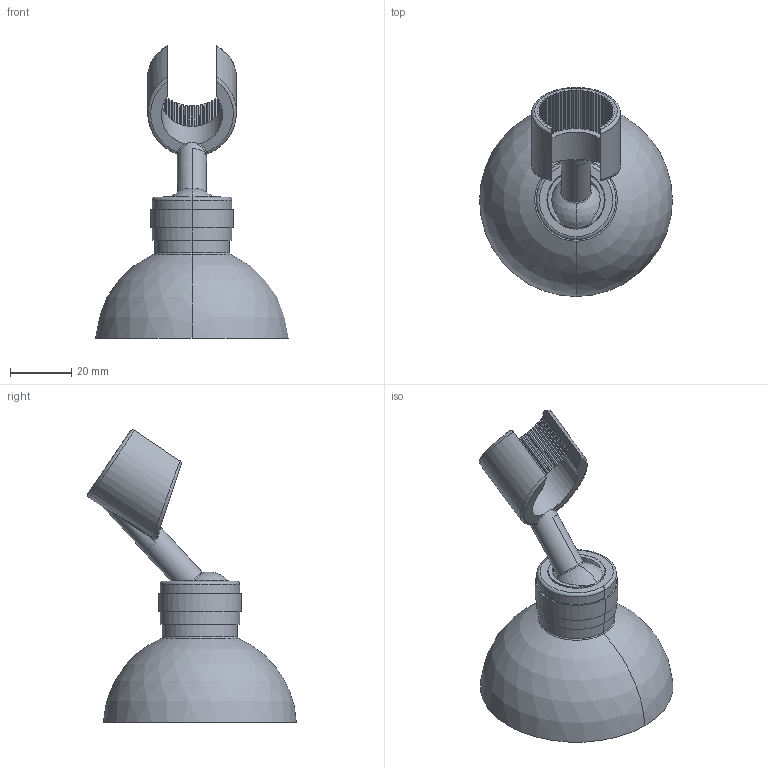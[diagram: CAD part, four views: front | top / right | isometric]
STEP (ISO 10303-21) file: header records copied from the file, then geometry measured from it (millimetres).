
FILE_DESCRIPTION((''),'2;1');
FILE_NAME('ZSUP001CR','2021-11-15T16:10:35',('ut3'),('PAFFONI SpA'),'CREO PARAMETRIC BY PTC INC, 2020044','CREO PARAMETRIC BY PTC INC, 2020044','');
FILE_SCHEMA(('CONFIG_CONTROL_DESIGN','SHAPE_APPEARANCE_LAYERS_GROUPS'));
Length unit declared in the file: millimetre
Products named in the file (1): ZSUP001CR
Bounding box: 63 x 68.16 x 95.47 mm (x, y, z)
Volume: 21937.6 mm3; surface area: 22646.1 mm2
Topology: 1 solids, 1 shells, 246 faces, 707 edges, 461 vertices
Faces by surface type: plane 120, cylinder 76, torus 24, cone 10, bspline 9, sphere 7
Entity records: 12075 total; most frequent: CARTESIAN_POINT 2833, ORIENTED_EDGE 1414, DIRECTION 1334, EDGE_CURVE 707, AXIS2_PLACEMENT_3D 473, VERTEX_POINT 461, FILL_AREA_STYLE_COLOUR 438, FILL_AREA_STYLE 438
